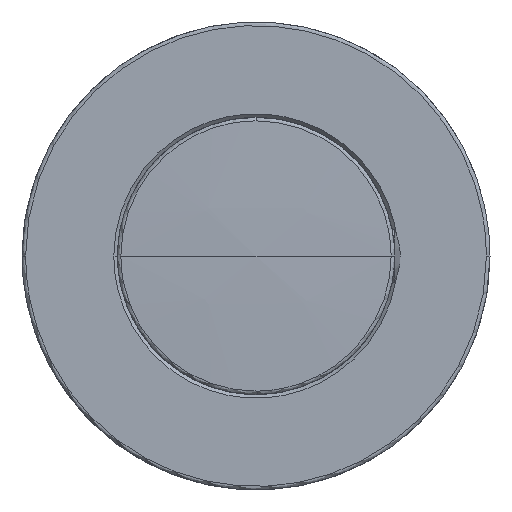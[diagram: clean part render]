
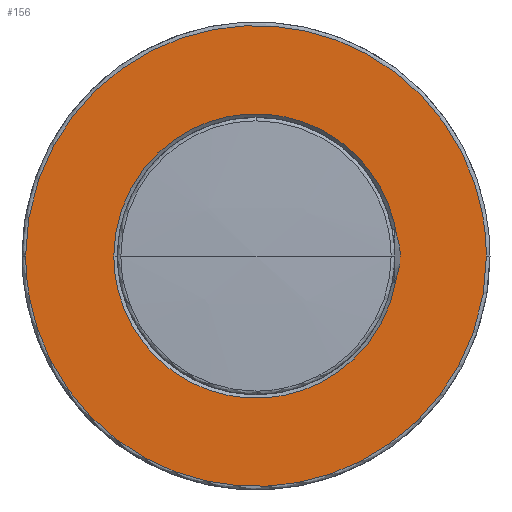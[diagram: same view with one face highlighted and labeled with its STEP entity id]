
A CAD part, front view. The second image highlights one B-rep face of the part: STEP entity #156.
In plain terms, the highlighted face is planar.
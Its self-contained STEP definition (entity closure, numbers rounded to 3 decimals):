
#107=FACE_BOUND('',#1022,.T.);
#156=ADVANCED_FACE('',(#586,#107),#6563,.T.);
#586=FACE_OUTER_BOUND('',#1021,.T.);
#1021=EDGE_LOOP('',(#1542,#1543));
#1022=EDGE_LOOP('',(#1544,#1545));
#1542=ORIENTED_EDGE('',*,*,#3695,.F.);
#1543=ORIENTED_EDGE('',*,*,#3698,.F.);
#1544=ORIENTED_EDGE('',*,*,#3657,.T.);
#1545=ORIENTED_EDGE('',*,*,#3660,.T.);
#3657=EDGE_CURVE('',#5858,#5859,#5600,.T.);
#3660=EDGE_CURVE('',#5859,#5858,#5602,.T.);
#3695=EDGE_CURVE('',#5884,#5885,#5623,.T.);
#3698=EDGE_CURVE('',#5885,#5884,#5626,.T.);
#5600=(
BOUNDED_CURVE()
B_SPLINE_CURVE(2,(#8323,#8324,#8325,#8326,#8327),.UNSPECIFIED.,.F.,.F.)
B_SPLINE_CURVE_WITH_KNOTS((3,2,3),(0.,31.023,62.046),
 .UNSPECIFIED.)
CURVE()
GEOMETRIC_REPRESENTATION_ITEM()
RATIONAL_B_SPLINE_CURVE((1.,0.707,1.,0.707,1.))
REPRESENTATION_ITEM('')
);
#5602=(
BOUNDED_CURVE()
B_SPLINE_CURVE(2,(#8335,#8336,#8337,#8338,#8339),.UNSPECIFIED.,.F.,.F.)
B_SPLINE_CURVE_WITH_KNOTS((3,2,3),(0.,31.023,62.046),
 .UNSPECIFIED.)
CURVE()
GEOMETRIC_REPRESENTATION_ITEM()
RATIONAL_B_SPLINE_CURVE((1.,0.707,1.,0.707,1.))
REPRESENTATION_ITEM('')
);
#5623=(
BOUNDED_CURVE()
B_SPLINE_CURVE(2,(#8468,#8469,#8470,#8471,#8472),.UNSPECIFIED.,.F.,.F.)
B_SPLINE_CURVE_WITH_KNOTS((3,2,3),(-100.531,-50.265,
0.),.UNSPECIFIED.)
CURVE()
GEOMETRIC_REPRESENTATION_ITEM()
RATIONAL_B_SPLINE_CURVE((1.,0.707,1.,0.707,1.))
REPRESENTATION_ITEM('')
);
#5626=(
BOUNDED_CURVE()
B_SPLINE_CURVE(2,(#8479,#8480,#8481,#8482,#8483),.UNSPECIFIED.,.F.,.F.)
B_SPLINE_CURVE_WITH_KNOTS((3,2,3),(-100.531,-50.265,
0.),.UNSPECIFIED.)
CURVE()
GEOMETRIC_REPRESENTATION_ITEM()
RATIONAL_B_SPLINE_CURVE((1.,0.707,1.,0.707,1.))
REPRESENTATION_ITEM('')
);
#5858=VERTEX_POINT('',#8279);
#5859=VERTEX_POINT('',#8280);
#5884=VERTEX_POINT('',#8305);
#5885=VERTEX_POINT('',#8306);
#6563=PLANE('',#7222);
#7222=AXIS2_PLACEMENT_3D('',#8173,#7601,$);
#7601=DIRECTION('',(0.,0.,-1.));
#8173=CARTESIAN_POINT('',(38.52,38.52,-6.5));
#8279=CARTESIAN_POINT('',(19.75,0.,-6.5));
#8280=CARTESIAN_POINT('',(-19.75,0.,-6.5));
#8305=CARTESIAN_POINT('',(32.,0.,-6.5));
#8306=CARTESIAN_POINT('',(-32.,0.,-6.5));
#8323=CARTESIAN_POINT('',(19.75,0.,-6.5));
#8324=CARTESIAN_POINT('',(19.75,19.75,-6.5));
#8325=CARTESIAN_POINT('',(0.,19.75,-6.5));
#8326=CARTESIAN_POINT('',(-19.75,19.75,-6.5));
#8327=CARTESIAN_POINT('',(-19.75,0.,-6.5));
#8335=CARTESIAN_POINT('',(-19.75,0.,-6.5));
#8336=CARTESIAN_POINT('',(-19.75,-19.75,-6.5));
#8337=CARTESIAN_POINT('',(0.,-19.75,-6.5));
#8338=CARTESIAN_POINT('',(19.75,-19.75,-6.5));
#8339=CARTESIAN_POINT('',(19.75,0.,-6.5));
#8468=CARTESIAN_POINT('',(32.,0.,-6.5));
#8469=CARTESIAN_POINT('',(32.,32.,-6.5));
#8470=CARTESIAN_POINT('',(0.,32.,-6.5));
#8471=CARTESIAN_POINT('',(-32.,32.,-6.5));
#8472=CARTESIAN_POINT('',(-32.,0.,-6.5));
#8479=CARTESIAN_POINT('',(-32.,0.,-6.5));
#8480=CARTESIAN_POINT('',(-32.,-32.,-6.5));
#8481=CARTESIAN_POINT('',(0.,-32.,-6.5));
#8482=CARTESIAN_POINT('',(32.,-32.,-6.5));
#8483=CARTESIAN_POINT('',(32.,0.,-6.5));
